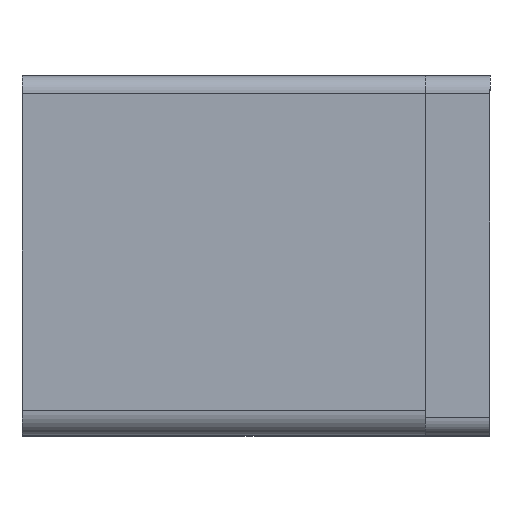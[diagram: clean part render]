
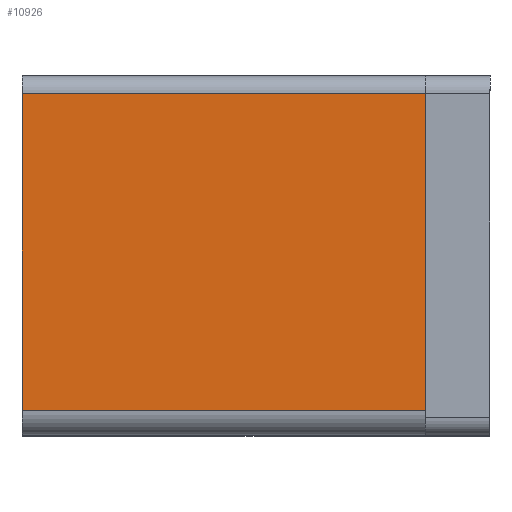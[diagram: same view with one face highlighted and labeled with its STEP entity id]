
A CAD part, top view. The second image highlights one B-rep face of the part: STEP entity #10926.
In plain terms, the highlighted planar face has unit normal (0, 0, 1).
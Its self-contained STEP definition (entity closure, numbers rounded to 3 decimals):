
#613=PLANE('',#11641);
#1482=LINE('',#17483,#2631);
#1545=LINE('',#17629,#2694);
#1546=LINE('',#17633,#2695);
#1547=LINE('',#17634,#2696);
#2631=VECTOR('',#13268,1.);
#2694=VECTOR('',#13373,1.);
#2695=VECTOR('',#13378,1.);
#2696=VECTOR('',#13379,1.);
#3430=FACE_OUTER_BOUND('',#4031,.T.);
#4031=EDGE_LOOP('',(#8571,#8572,#8573,#8574));
#5105=VERTEX_POINT('',#17480);
#5106=VERTEX_POINT('',#17482);
#5168=VERTEX_POINT('',#17628);
#5169=VERTEX_POINT('',#17632);
#6331=EDGE_CURVE('',#5105,#5106,#1482,.T.);
#6405=EDGE_CURVE('',#5168,#5106,#1545,.T.);
#6407=EDGE_CURVE('',#5169,#5105,#1546,.T.);
#6408=EDGE_CURVE('',#5169,#5168,#1547,.T.);
#8571=ORIENTED_EDGE('',*,*,#6407,.F.);
#8572=ORIENTED_EDGE('',*,*,#6408,.T.);
#8573=ORIENTED_EDGE('',*,*,#6405,.T.);
#8574=ORIENTED_EDGE('',*,*,#6331,.F.);
#10926=ADVANCED_FACE('',(#3430),#613,.T.);
#11641=AXIS2_PLACEMENT_3D('',#17631,#13376,#13377);
#13268=DIRECTION('',(0.,-1.,0.));
#13373=DIRECTION('',(1.,0.,0.));
#13376=DIRECTION('center_axis',(0.,0.,1.));
#13377=DIRECTION('ref_axis',(0.,-1.,0.));
#13378=DIRECTION('',(1.,0.,0.));
#13379=DIRECTION('',(0.,-1.,0.));
#17480=CARTESIAN_POINT('',(2.275,4.5,9.1));
#17482=CARTESIAN_POINT('',(2.275,-4.3,9.1));
#17483=CARTESIAN_POINT('',(2.275,4.5,9.1));
#17628=CARTESIAN_POINT('',(-8.925,-4.3,9.1));
#17629=CARTESIAN_POINT('',(-22.649,-4.3,9.1));
#17631=CARTESIAN_POINT('Origin',(-22.649,4.5,9.1));
#17632=CARTESIAN_POINT('',(-8.925,4.5,9.1));
#17633=CARTESIAN_POINT('',(-22.649,4.5,9.1));
#17634=CARTESIAN_POINT('',(-8.925,4.5,9.1));
